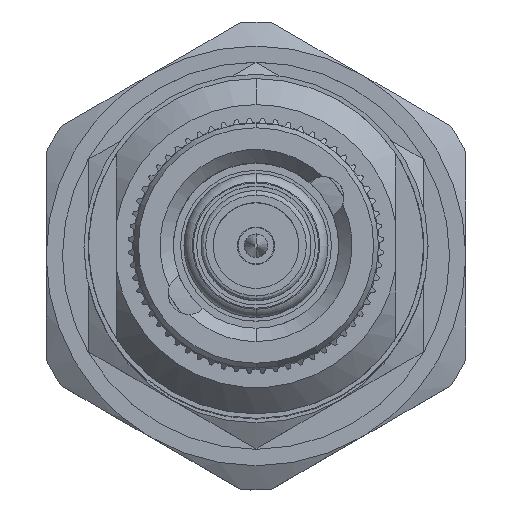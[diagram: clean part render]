
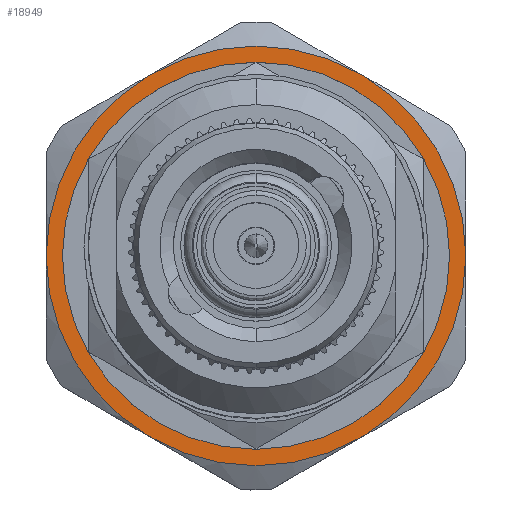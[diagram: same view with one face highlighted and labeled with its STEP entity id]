
A CAD part, top view. The second image highlights one B-rep face of the part: STEP entity #18949.
In plain terms, the highlighted face is planar.
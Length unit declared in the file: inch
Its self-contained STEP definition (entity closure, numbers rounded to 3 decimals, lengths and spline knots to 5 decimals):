
#286 = CARTESIAN_POINT ( 'NONE',  ( 1.38976, 0., 0. ) ) ;
#309 = ORIENTED_EDGE ( 'NONE', *, *, #13059, .F. ) ;
#583 = VERTEX_POINT ( 'NONE', #21357 ) ;
#844 = PLANE ( 'NONE',  #16465 ) ;
#1322 = CARTESIAN_POINT ( 'NONE',  ( 1.38976, -0.40659, 0.23474 ) ) ;
#1324 = ORIENTED_EDGE ( 'NONE', *, *, #10103, .F. ) ;
#2213 = DIRECTION ( 'NONE',  ( 0., 0., -1. ) ) ;
#2978 = CIRCLE ( 'NONE', #21783, 0.42913 ) ;
#3472 = AXIS2_PLACEMENT_3D ( 'NONE', #15419, #17330, #20596 ) ;
#3821 = CIRCLE ( 'NONE', #3472, 0.46949 ) ;
#4245 = CARTESIAN_POINT ( 'NONE',  ( 1.38976, 0., 0. ) ) ;
#5207 = DIRECTION ( 'NONE',  ( 0., 0., 1. ) ) ;
#5292 = DIRECTION ( 'NONE',  ( 1., 0., 0. ) ) ;
#5361 = VERTEX_POINT ( 'NONE', #16453 ) ;
#6066 = DIRECTION ( 'NONE',  ( -1., 0., 0. ) ) ;
#6377 = AXIS2_PLACEMENT_3D ( 'NONE', #19994, #11280, #19655 ) ;
#6637 = CIRCLE ( 'NONE', #13899, 0.46949 ) ;
#6684 = CARTESIAN_POINT ( 'NONE',  ( 1.38976, 0., -0.46949 ) ) ;
#6704 = CARTESIAN_POINT ( 'NONE',  ( 1.38976, 0.40659, -0.23474 ) ) ;
#6735 = CIRCLE ( 'NONE', #6377, 0.46949 ) ;
#7494 = ORIENTED_EDGE ( 'NONE', *, *, #17533, .F. ) ;
#8157 = EDGE_CURVE ( 'NONE', #15192, #583, #3821, .T. ) ;
#8504 = EDGE_LOOP ( 'NONE', ( #20068, #309 ) ) ;
#8763 = AXIS2_PLACEMENT_3D ( 'NONE', #10513, #17660, #5207 ) ;
#9034 = FACE_BOUND ( 'NONE', #8504, .T. ) ;
#9409 = CIRCLE ( 'NONE', #11959, 0.42913 ) ;
#9435 = DIRECTION ( 'NONE',  ( -1., 0., 0. ) ) ;
#9470 = VERTEX_POINT ( 'NONE', #6684 ) ;
#9770 = AXIS2_PLACEMENT_3D ( 'NONE', #4245, #9435, #12970 ) ;
#9979 = AXIS2_PLACEMENT_3D ( 'NONE', #20993, #22356, #17391 ) ;
#10103 = EDGE_CURVE ( 'NONE', #13653, #15192, #6735, .T. ) ;
#10378 = EDGE_CURVE ( 'NONE', #9470, #16622, #19737, .T. ) ;
#10513 = CARTESIAN_POINT ( 'NONE',  ( 1.38976, 0., 0. ) ) ;
#10589 = CARTESIAN_POINT ( 'NONE',  ( 1.38976, -0.40659, -0.23474 ) ) ;
#10820 = CARTESIAN_POINT ( 'NONE',  ( 1.38976, 0., 0.46949 ) ) ;
#11082 = ORIENTED_EDGE ( 'NONE', *, *, #8157, .F. ) ;
#11153 = CARTESIAN_POINT ( 'NONE',  ( 1.38976, 0., 0. ) ) ;
#11280 = DIRECTION ( 'NONE',  ( -1., 0., 0. ) ) ;
#11547 = CIRCLE ( 'NONE', #9770, 0.46949 ) ;
#11734 = EDGE_CURVE ( 'NONE', #583, #20313, #11547, .T. ) ;
#11959 = AXIS2_PLACEMENT_3D ( 'NONE', #12819, #15992, #17901 ) ;
#12025 = CIRCLE ( 'NONE', #8763, 0.46949 ) ;
#12819 = CARTESIAN_POINT ( 'NONE',  ( 1.38976, 0., 0. ) ) ;
#12970 = DIRECTION ( 'NONE',  ( 0., 0., 1. ) ) ;
#13059 = EDGE_CURVE ( 'NONE', #16454, #5361, #9409, .T. ) ;
#13098 = DIRECTION ( 'NONE',  ( 0., 0., 1. ) ) ;
#13653 = VERTEX_POINT ( 'NONE', #1322 ) ;
#13899 = AXIS2_PLACEMENT_3D ( 'NONE', #20198, #22237, #20308 ) ;
#14524 = ORIENTED_EDGE ( 'NONE', *, *, #22145, .F. ) ;
#14745 = ORIENTED_EDGE ( 'NONE', *, *, #11734, .F. ) ;
#15192 = VERTEX_POINT ( 'NONE', #10820 ) ;
#15398 = EDGE_LOOP ( 'NONE', ( #14524, #14745, #11082, #1324, #7494, #19880 ) ) ;
#15419 = CARTESIAN_POINT ( 'NONE',  ( 1.38976, 0., 0. ) ) ;
#15992 = DIRECTION ( 'NONE',  ( 1., 0., 0. ) ) ;
#16453 = CARTESIAN_POINT ( 'NONE',  ( 1.38976, 0., -0.42913 ) ) ;
#16454 = VERTEX_POINT ( 'NONE', #20931 ) ;
#16465 = AXIS2_PLACEMENT_3D ( 'NONE', #11153, #6066, #13098 ) ;
#16622 = VERTEX_POINT ( 'NONE', #10589 ) ;
#17330 = DIRECTION ( 'NONE',  ( -1., 0., 0. ) ) ;
#17391 = DIRECTION ( 'NONE',  ( 0., 0., 1. ) ) ;
#17533 = EDGE_CURVE ( 'NONE', #16622, #13653, #6637, .T. ) ;
#17660 = DIRECTION ( 'NONE',  ( -1., 0., 0. ) ) ;
#17901 = DIRECTION ( 'NONE',  ( 0., 0., -1. ) ) ;
#18949 = ADVANCED_FACE ( 'NONE', ( #9034, #19344 ), #844, .F. ) ;
#19344 = FACE_OUTER_BOUND ( 'NONE', #15398, .T. ) ;
#19655 = DIRECTION ( 'NONE',  ( 0., 0., 1. ) ) ;
#19737 = CIRCLE ( 'NONE', #9979, 0.46949 ) ;
#19880 = ORIENTED_EDGE ( 'NONE', *, *, #10378, .F. ) ;
#19994 = CARTESIAN_POINT ( 'NONE',  ( 1.38976, 0., 0. ) ) ;
#20068 = ORIENTED_EDGE ( 'NONE', *, *, #20889, .F. ) ;
#20198 = CARTESIAN_POINT ( 'NONE',  ( 1.38976, 0., 0. ) ) ;
#20308 = DIRECTION ( 'NONE',  ( 0., 0., 1. ) ) ;
#20313 = VERTEX_POINT ( 'NONE', #6704 ) ;
#20596 = DIRECTION ( 'NONE',  ( 0., 0., 1. ) ) ;
#20889 = EDGE_CURVE ( 'NONE', #5361, #16454, #2978, .T. ) ;
#20931 = CARTESIAN_POINT ( 'NONE',  ( 1.38976, 0., 0.42913 ) ) ;
#20993 = CARTESIAN_POINT ( 'NONE',  ( 1.38976, 0., 0. ) ) ;
#21357 = CARTESIAN_POINT ( 'NONE',  ( 1.38976, 0.40659, 0.23474 ) ) ;
#21783 = AXIS2_PLACEMENT_3D ( 'NONE', #286, #5292, #2213 ) ;
#22145 = EDGE_CURVE ( 'NONE', #20313, #9470, #12025, .T. ) ;
#22237 = DIRECTION ( 'NONE',  ( -1., 0., 0. ) ) ;
#22356 = DIRECTION ( 'NONE',  ( -1., 0., 0. ) ) ;
